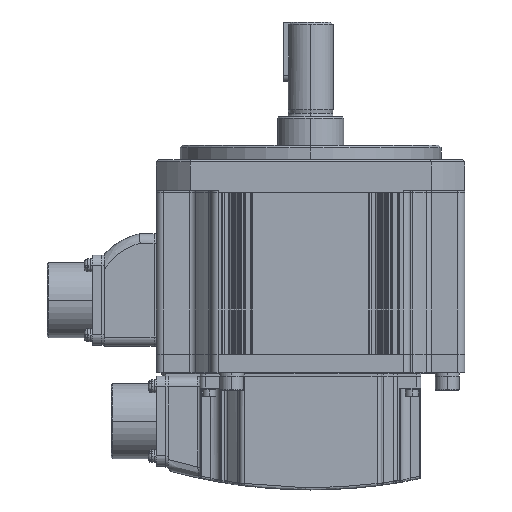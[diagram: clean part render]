
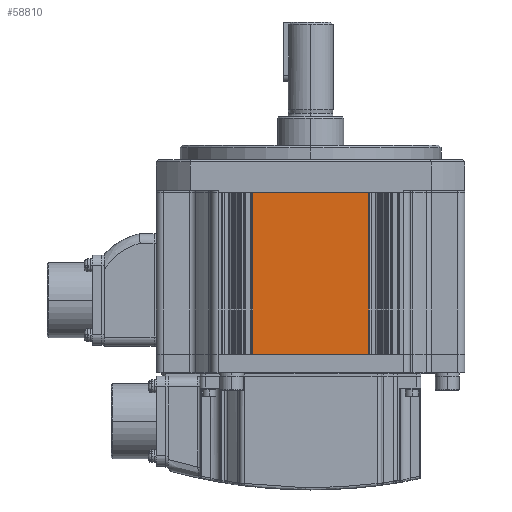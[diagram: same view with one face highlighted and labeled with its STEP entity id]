
A CAD part, left-side view. The second image highlights one B-rep face of the part: STEP entity #58810.
In plain terms, the highlighted planar face has unit normal (-1, 0, 0).
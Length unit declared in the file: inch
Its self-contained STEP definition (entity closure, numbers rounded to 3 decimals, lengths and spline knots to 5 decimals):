
#118 = PLANE ( 'NONE',  #40705 ) ;
#6591 = VERTEX_POINT ( 'NONE', #76462 ) ;
#9739 = VERTEX_POINT ( 'NONE', #22927 ) ;
#10518 = ORIENTED_EDGE ( 'NONE', *, *, #74183, .F. ) ;
#16718 = ORIENTED_EDGE ( 'NONE', *, *, #63173, .F. ) ;
#19052 = CARTESIAN_POINT ( 'NONE',  ( -2.55906, 1.47638, -0.3937 ) ) ;
#21558 = CARTESIAN_POINT ( 'NONE',  ( -2.55906, 1.47638, -3.07087 ) ) ;
#22927 = CARTESIAN_POINT ( 'NONE',  ( -2.55906, -0.96457, -3.07087 ) ) ;
#24291 = FACE_OUTER_BOUND ( 'NONE', #55923, .T. ) ;
#24833 = CARTESIAN_POINT ( 'NONE',  ( -2.55906, 0.96457, -3.07087 ) ) ;
#26239 = VECTOR ( 'NONE', #29902, 39.37008 ) ;
#29184 = CARTESIAN_POINT ( 'NONE',  ( -2.55906, -0.96457, -0.3937 ) ) ;
#29396 = CARTESIAN_POINT ( 'NONE',  ( -2.55906, -0.96457, -0.3937 ) ) ;
#29888 = LINE ( 'NONE', #19052, #26239 ) ;
#29902 = DIRECTION ( 'NONE',  ( 0., -1., 0. ) ) ;
#30488 = VECTOR ( 'NONE', #40219, 39.37008 ) ;
#30936 = LINE ( 'NONE', #29184, #66050 ) ;
#35286 = DIRECTION ( 'NONE',  ( 0., 0., -1. ) ) ;
#39561 = VERTEX_POINT ( 'NONE', #24833 ) ;
#39787 = LINE ( 'NONE', #21558, #51839 ) ;
#40219 = DIRECTION ( 'NONE',  ( 0., 0., 1. ) ) ;
#40705 = AXIS2_PLACEMENT_3D ( 'NONE', #29396, #65019, #35286 ) ;
#46193 = LINE ( 'NONE', #57620, #30488 ) ;
#49495 = CARTESIAN_POINT ( 'NONE',  ( -2.55906, -0.96457, -0.3937 ) ) ;
#51839 = VECTOR ( 'NONE', #67749, 39.37008 ) ;
#55923 = EDGE_LOOP ( 'NONE', ( #16718, #75285, #61986, #10518 ) ) ;
#57620 = CARTESIAN_POINT ( 'NONE',  ( -2.55906, 0.96457, -0.3937 ) ) ;
#57935 = EDGE_CURVE ( 'NONE', #6591, #62937, #29888, .T. ) ;
#58810 = ADVANCED_FACE ( 'NONE', ( #24291 ), #118, .F. ) ;
#61986 = ORIENTED_EDGE ( 'NONE', *, *, #74866, .F. ) ;
#62937 = VERTEX_POINT ( 'NONE', #49495 ) ;
#63173 = EDGE_CURVE ( 'NONE', #62937, #9739, #30936, .T. ) ;
#65019 = DIRECTION ( 'NONE',  ( 1., 0., 0. ) ) ;
#66050 = VECTOR ( 'NONE', #70426, 39.37008 ) ;
#67749 = DIRECTION ( 'NONE',  ( 0., 1., 0. ) ) ;
#70426 = DIRECTION ( 'NONE',  ( 0., 0., -1. ) ) ;
#74183 = EDGE_CURVE ( 'NONE', #9739, #39561, #39787, .T. ) ;
#74866 = EDGE_CURVE ( 'NONE', #39561, #6591, #46193, .T. ) ;
#75285 = ORIENTED_EDGE ( 'NONE', *, *, #57935, .F. ) ;
#76462 = CARTESIAN_POINT ( 'NONE',  ( -2.55906, 0.96457, -0.3937 ) ) ;
